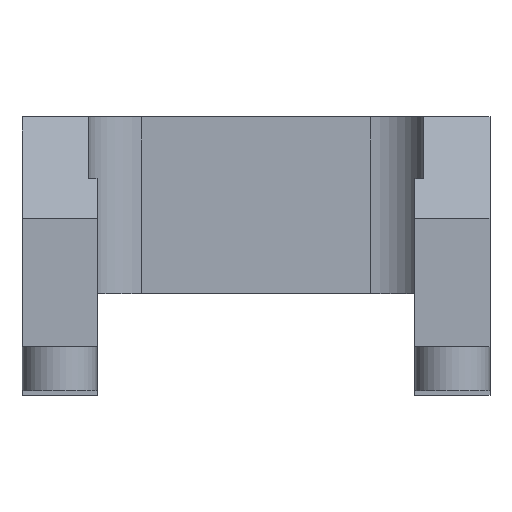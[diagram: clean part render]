
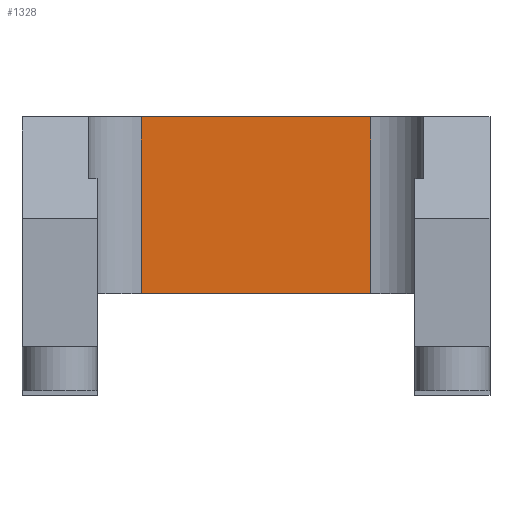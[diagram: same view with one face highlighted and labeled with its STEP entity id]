
A CAD part, front view. The second image highlights one B-rep face of the part: STEP entity #1328.
In plain terms, the highlighted planar face has unit normal (0, -1, 0).
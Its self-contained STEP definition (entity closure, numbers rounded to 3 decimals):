
#47=PLANE('',#1455);
#114=FACE_OUTER_BOUND('',#188,.T.);
#188=EDGE_LOOP('',(#1073,#1074,#1075,#1076));
#311=LINE('',#2092,#463);
#322=LINE('',#2126,#474);
#324=LINE('',#2132,#476);
#325=LINE('',#2133,#477);
#463=VECTOR('',#1695,10.);
#474=VECTOR('',#1728,10.);
#476=VECTOR('',#1734,10.);
#477=VECTOR('',#1735,10.);
#657=VERTEX_POINT('',#2089);
#658=VERTEX_POINT('',#2091);
#670=VERTEX_POINT('',#2125);
#672=VERTEX_POINT('',#2131);
#809=EDGE_CURVE('',#657,#658,#311,.T.);
#826=EDGE_CURVE('',#658,#670,#322,.T.);
#829=EDGE_CURVE('',#672,#657,#324,.T.);
#830=EDGE_CURVE('',#670,#672,#325,.T.);
#1073=ORIENTED_EDGE('',*,*,#826,.F.);
#1074=ORIENTED_EDGE('',*,*,#809,.F.);
#1075=ORIENTED_EDGE('',*,*,#829,.F.);
#1076=ORIENTED_EDGE('',*,*,#830,.F.);
#1328=ADVANCED_FACE('',(#114),#47,.F.);
#1455=AXIS2_PLACEMENT_3D('',#2130,#1732,#1733);
#1695=DIRECTION('',(1.,0.,0.));
#1728=DIRECTION('',(0.,0.,-1.));
#1732=DIRECTION('center_axis',(0.,1.,0.));
#1733=DIRECTION('ref_axis',(-1.,0.,0.));
#1734=DIRECTION('',(0.,0.,1.));
#1735=DIRECTION('',(-1.,0.,0.));
#2089=CARTESIAN_POINT('',(-13.,60.,20.));
#2091=CARTESIAN_POINT('',(13.,60.,20.));
#2092=CARTESIAN_POINT('',(9.5,60.,20.));
#2125=CARTESIAN_POINT('',(13.,60.,0.));
#2126=CARTESIAN_POINT('',(13.,60.,0.));
#2130=CARTESIAN_POINT('Origin',(19.,60.,0.));
#2131=CARTESIAN_POINT('',(-13.,60.,0.));
#2132=CARTESIAN_POINT('',(-13.,60.,0.));
#2133=CARTESIAN_POINT('',(9.5,60.,0.));
